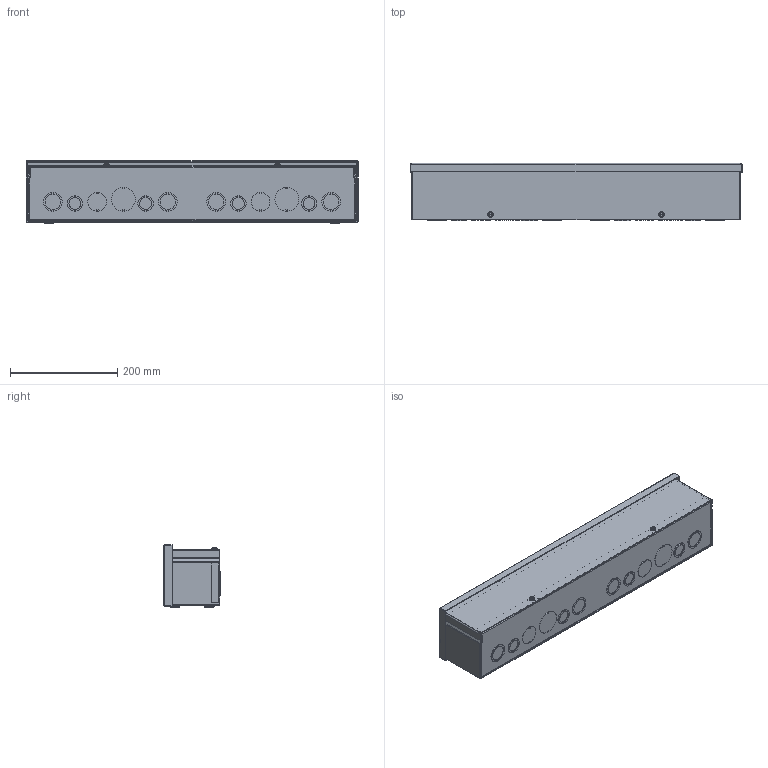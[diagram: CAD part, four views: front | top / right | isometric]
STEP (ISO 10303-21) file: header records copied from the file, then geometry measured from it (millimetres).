
FILE_DESCRIPTION(/* description */ ('RSCG, NEMA 3R, CS, BLR, 4X4X24'),/* implementation_level */ '2;1');
FILE_NAME(/* name */ 'RSCG040424.stp',/* time_stamp */ '2015-06-11T21:06:21+06:00',/* author */ ('schinnathambi'),/* organization */ (''),/* preprocessor_version */ 'ST-DEVELOPER v15.2',/* originating_system */ 'Autodesk Inventor 2014',/* authorisation */ '');
FILE_SCHEMA (('AUTOMOTIVE_DESIGN { 1 0 10303 214 3 1 1 }'));
Length unit declared in the file: inch
Products named in the file (8): RSCG040424BLR; RSCG0424BTM; RSCG0424CAP; RSCG24STRAP; RSCG0424LID; 31813; HFW372196; RSCG040424
Bounding box: 619.12 x 106.34 x 115.9 mm (x, y, z)
Volume: 545285.8 mm3; surface area: 711816.9 mm2
Topology: 16 solids, 18 shells, 910 faces, 2274 edges, 1404 vertices
Faces by surface type: plane 436, cylinder 292, torus 76, bspline 70, cone 36
Full cylindrical faces by diameter (mm): 3.68 x4, 4.826 x32, 6.35 x4, 7.144 x4, 7.925 x2, 10.516 x2
Entity records: 30056 total; most frequent: CARTESIAN_POINT 10105, ORIENTED_EDGE 4020, DIRECTION 3860, EDGE_CURVE 1962, AXIS2_PLACEMENT_3D 1375, VERTEX_POINT 1243, LINE 1110, VECTOR 1110
